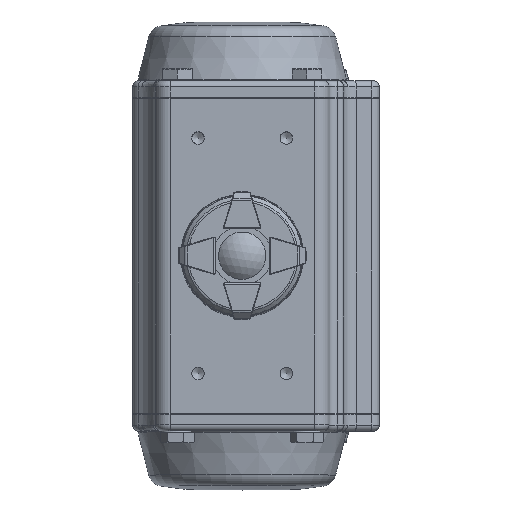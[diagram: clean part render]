
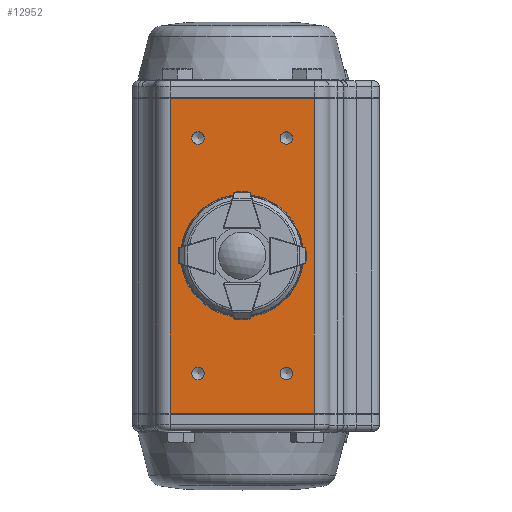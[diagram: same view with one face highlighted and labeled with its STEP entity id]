
A CAD part, top view. The second image highlights one B-rep face of the part: STEP entity #12952.
In plain terms, the highlighted face is planar.
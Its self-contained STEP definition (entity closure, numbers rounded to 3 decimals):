
#590=PLANE('',#14033);
#1083=CIRCLE('',#13892,2.1);
#1085=CIRCLE('',#13896,2.1);
#1087=CIRCLE('',#13900,2.1);
#1089=CIRCLE('',#13904,2.1);
#1091=CIRCLE('',#13907,12.45);
#2814=ORIENTED_EDGE('',*,*,#5581,.F.);
#2815=ORIENTED_EDGE('',*,*,#5676,.F.);
#2816=ORIENTED_EDGE('',*,*,#5643,.T.);
#2817=ORIENTED_EDGE('',*,*,#5677,.T.);
#2818=ORIENTED_EDGE('',*,*,#5538,.T.);
#2819=ORIENTED_EDGE('',*,*,#5536,.F.);
#2820=ORIENTED_EDGE('',*,*,#5534,.F.);
#2821=ORIENTED_EDGE('',*,*,#5532,.F.);
#2822=ORIENTED_EDGE('',*,*,#5530,.F.);
#5530=EDGE_CURVE('',#7172,#7172,#1083,.T.);
#5532=EDGE_CURVE('',#7175,#7175,#1085,.T.);
#5534=EDGE_CURVE('',#7178,#7178,#1087,.T.);
#5536=EDGE_CURVE('',#7181,#7181,#1089,.T.);
#5538=EDGE_CURVE('',#7183,#7183,#1091,.T.);
#5581=EDGE_CURVE('',#7215,#7216,#8193,.T.);
#5643=EDGE_CURVE('',#7278,#7277,#8219,.T.);
#5676=EDGE_CURVE('',#7278,#7215,#8235,.T.);
#5677=EDGE_CURVE('',#7277,#7216,#8236,.T.);
#7172=VERTEX_POINT('',#19971);
#7175=VERTEX_POINT('',#19978);
#7178=VERTEX_POINT('',#19985);
#7181=VERTEX_POINT('',#19992);
#7183=VERTEX_POINT('',#19997);
#7215=VERTEX_POINT('',#20083);
#7216=VERTEX_POINT('',#20085);
#7277=VERTEX_POINT('',#20208);
#7278=VERTEX_POINT('',#20210);
#8193=LINE('',#20084,#8986);
#8219=LINE('',#20209,#9012);
#8235=LINE('',#20274,#9028);
#8236=LINE('',#20276,#9029);
#8986=VECTOR('',#16073,1000.);
#9012=VECTOR('',#16173,1000.);
#9028=VECTOR('',#16231,1000.);
#9029=VECTOR('',#16234,1000.);
#9884=EDGE_LOOP('',(#2814,#2815,#2816,#2817));
#9885=EDGE_LOOP('',(#2818));
#9886=EDGE_LOOP('',(#2819));
#9887=EDGE_LOOP('',(#2820));
#9888=EDGE_LOOP('',(#2821));
#9889=EDGE_LOOP('',(#2822));
#10856=FACE_BOUND('',#9884,.T.);
#10857=FACE_BOUND('',#9885,.T.);
#10858=FACE_BOUND('',#9886,.T.);
#10859=FACE_BOUND('',#9887,.T.);
#10860=FACE_BOUND('',#9888,.T.);
#10861=FACE_BOUND('',#9889,.T.);
#12952=ADVANCED_FACE('',(#10856,#10857,#10858,#10859,#10860,#10861),#590,
 .T.);
#13892=AXIS2_PLACEMENT_3D('',#19970,#15958,#15959);
#13896=AXIS2_PLACEMENT_3D('',#19977,#15966,#15967);
#13900=AXIS2_PLACEMENT_3D('',#19984,#15974,#15975);
#13904=AXIS2_PLACEMENT_3D('',#19991,#15982,#15983);
#13907=AXIS2_PLACEMENT_3D('',#19996,#15988,#15989);
#14033=AXIS2_PLACEMENT_3D('',#20412,#16375,#16376);
#15958=DIRECTION('',(0.,1.,0.));
#15959=DIRECTION('',(0.,0.,1.));
#15966=DIRECTION('',(0.,1.,0.));
#15967=DIRECTION('',(0.,0.,1.));
#15974=DIRECTION('',(0.,1.,0.));
#15975=DIRECTION('',(0.,0.,1.));
#15982=DIRECTION('',(0.,1.,0.));
#15983=DIRECTION('',(0.,0.,1.));
#15988=DIRECTION('',(0.,-1.,0.));
#15989=DIRECTION('',(0.,0.,1.));
#16073=DIRECTION('',(1.,0.,0.));
#16173=DIRECTION('',(1.,0.,0.));
#16231=DIRECTION('',(0.,0.,-1.));
#16234=DIRECTION('',(0.,0.,-1.));
#16375=DIRECTION('',(0.,1.,0.));
#16376=DIRECTION('',(1.,0.,0.));
#19970=CARTESIAN_POINT('',(-15.,42.35,40.));
#19971=CARTESIAN_POINT('',(-15.,42.35,42.1));
#19977=CARTESIAN_POINT('',(15.,42.35,40.));
#19978=CARTESIAN_POINT('',(15.,42.35,42.1));
#19984=CARTESIAN_POINT('',(15.,42.35,-40.));
#19985=CARTESIAN_POINT('',(15.,42.35,-37.9));
#19991=CARTESIAN_POINT('',(-15.,42.35,-40.));
#19992=CARTESIAN_POINT('',(-15.,42.35,-37.9));
#19996=CARTESIAN_POINT('',(0.,42.35,0.));
#19997=CARTESIAN_POINT('',(0.,42.35,12.45));
#20083=CARTESIAN_POINT('',(-24.5,42.35,-53.5));
#20084=CARTESIAN_POINT('',(-24.5,42.35,-53.5));
#20085=CARTESIAN_POINT('',(24.5,42.35,-53.5));
#20208=CARTESIAN_POINT('',(24.5,42.35,53.5));
#20209=CARTESIAN_POINT('',(-24.5,42.35,53.5));
#20210=CARTESIAN_POINT('',(-24.5,42.35,53.5));
#20274=CARTESIAN_POINT('',(-24.5,42.35,53.5));
#20276=CARTESIAN_POINT('',(24.5,42.35,53.5));
#20412=CARTESIAN_POINT('',(-24.5,42.35,53.5));
